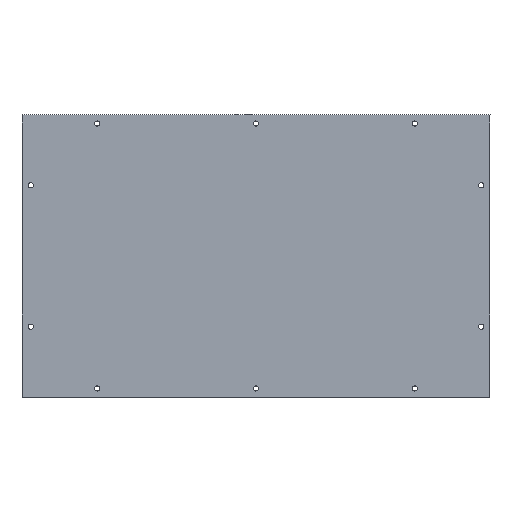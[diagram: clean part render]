
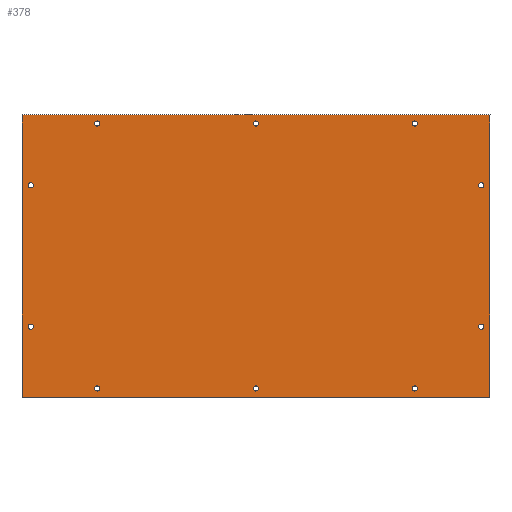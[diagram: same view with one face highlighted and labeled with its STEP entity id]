
A CAD part, front view. The second image highlights one B-rep face of the part: STEP entity #378.
In plain terms, the highlighted planar face has unit normal (0, -1, 0).
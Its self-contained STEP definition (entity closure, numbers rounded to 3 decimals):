
#25=FACE_BOUND('',#89,.T.);
#26=FACE_BOUND('',#90,.T.);
#27=FACE_BOUND('',#91,.T.);
#28=FACE_BOUND('',#92,.T.);
#29=FACE_BOUND('',#93,.T.);
#30=FACE_BOUND('',#94,.T.);
#31=FACE_BOUND('',#95,.T.);
#32=FACE_BOUND('',#96,.T.);
#33=FACE_BOUND('',#97,.T.);
#34=FACE_BOUND('',#98,.T.);
#42=PLANE('',#430);
#60=FACE_OUTER_BOUND('',#88,.T.);
#88=EDGE_LOOP('',(#335,#336,#337,#338,#339,#340));
#89=EDGE_LOOP('',(#341));
#90=EDGE_LOOP('',(#342));
#91=EDGE_LOOP('',(#343));
#92=EDGE_LOOP('',(#344));
#93=EDGE_LOOP('',(#345));
#94=EDGE_LOOP('',(#346));
#95=EDGE_LOOP('',(#347));
#96=EDGE_LOOP('',(#348));
#97=EDGE_LOOP('',(#349));
#98=EDGE_LOOP('',(#350));
#109=LINE('',#601,#137);
#113=LINE('',#609,#141);
#116=LINE('',#615,#144);
#119=LINE('',#621,#147);
#122=LINE('',#627,#150);
#125=LINE('',#632,#153);
#137=VECTOR('',#505,10.);
#141=VECTOR('',#511,10.);
#144=VECTOR('',#516,10.);
#147=VECTOR('',#521,10.);
#150=VECTOR('',#526,10.);
#153=VECTOR('',#531,10.);
#155=CIRCLE('',#394,2.9);
#157=CIRCLE('',#397,2.9);
#159=CIRCLE('',#400,2.9);
#161=CIRCLE('',#403,2.9);
#163=CIRCLE('',#406,2.9);
#165=CIRCLE('',#409,2.9);
#167=CIRCLE('',#412,2.9);
#169=CIRCLE('',#415,2.9);
#171=CIRCLE('',#418,2.9);
#173=CIRCLE('',#421,2.9);
#175=VERTEX_POINT('',#539);
#177=VERTEX_POINT('',#545);
#179=VERTEX_POINT('',#551);
#181=VERTEX_POINT('',#557);
#183=VERTEX_POINT('',#563);
#185=VERTEX_POINT('',#569);
#187=VERTEX_POINT('',#575);
#189=VERTEX_POINT('',#581);
#191=VERTEX_POINT('',#587);
#193=VERTEX_POINT('',#593);
#195=VERTEX_POINT('',#599);
#196=VERTEX_POINT('',#600);
#199=VERTEX_POINT('',#608);
#201=VERTEX_POINT('',#614);
#203=VERTEX_POINT('',#620);
#205=VERTEX_POINT('',#626);
#207=EDGE_CURVE('',#175,#175,#155,.T.);
#210=EDGE_CURVE('',#177,#177,#157,.T.);
#213=EDGE_CURVE('',#179,#179,#159,.T.);
#216=EDGE_CURVE('',#181,#181,#161,.T.);
#219=EDGE_CURVE('',#183,#183,#163,.T.);
#222=EDGE_CURVE('',#185,#185,#165,.T.);
#225=EDGE_CURVE('',#187,#187,#167,.T.);
#228=EDGE_CURVE('',#189,#189,#169,.T.);
#231=EDGE_CURVE('',#191,#191,#171,.T.);
#234=EDGE_CURVE('',#193,#193,#173,.T.);
#237=EDGE_CURVE('',#195,#196,#109,.T.);
#241=EDGE_CURVE('',#199,#196,#113,.T.);
#244=EDGE_CURVE('',#201,#199,#116,.T.);
#247=EDGE_CURVE('',#201,#203,#119,.T.);
#250=EDGE_CURVE('',#205,#203,#122,.T.);
#253=EDGE_CURVE('',#195,#205,#125,.T.);
#335=ORIENTED_EDGE('',*,*,#253,.F.);
#336=ORIENTED_EDGE('',*,*,#237,.T.);
#337=ORIENTED_EDGE('',*,*,#241,.F.);
#338=ORIENTED_EDGE('',*,*,#244,.F.);
#339=ORIENTED_EDGE('',*,*,#247,.T.);
#340=ORIENTED_EDGE('',*,*,#250,.F.);
#341=ORIENTED_EDGE('',*,*,#207,.T.);
#342=ORIENTED_EDGE('',*,*,#210,.T.);
#343=ORIENTED_EDGE('',*,*,#213,.T.);
#344=ORIENTED_EDGE('',*,*,#216,.T.);
#345=ORIENTED_EDGE('',*,*,#219,.T.);
#346=ORIENTED_EDGE('',*,*,#222,.T.);
#347=ORIENTED_EDGE('',*,*,#225,.T.);
#348=ORIENTED_EDGE('',*,*,#228,.T.);
#349=ORIENTED_EDGE('',*,*,#231,.T.);
#350=ORIENTED_EDGE('',*,*,#234,.T.);
#378=ADVANCED_FACE('',(#60,#25,#26,#27,#28,#29,#30,#31,#32,#33,#34),#42,
 .F.);
#394=AXIS2_PLACEMENT_3D('',#540,#435,#436);
#397=AXIS2_PLACEMENT_3D('',#546,#442,#443);
#400=AXIS2_PLACEMENT_3D('',#552,#449,#450);
#403=AXIS2_PLACEMENT_3D('',#558,#456,#457);
#406=AXIS2_PLACEMENT_3D('',#564,#463,#464);
#409=AXIS2_PLACEMENT_3D('',#570,#470,#471);
#412=AXIS2_PLACEMENT_3D('',#576,#477,#478);
#415=AXIS2_PLACEMENT_3D('',#582,#484,#485);
#418=AXIS2_PLACEMENT_3D('',#588,#491,#492);
#421=AXIS2_PLACEMENT_3D('',#594,#498,#499);
#430=AXIS2_PLACEMENT_3D('',#635,#535,#536);
#435=DIRECTION('center_axis',(0.,1.,0.));
#436=DIRECTION('ref_axis',(0.,0.,-1.));
#442=DIRECTION('center_axis',(0.,1.,0.));
#443=DIRECTION('ref_axis',(0.,0.,-1.));
#449=DIRECTION('center_axis',(0.,1.,0.));
#450=DIRECTION('ref_axis',(0.,0.,-1.));
#456=DIRECTION('center_axis',(0.,1.,0.));
#457=DIRECTION('ref_axis',(0.,0.,-1.));
#463=DIRECTION('center_axis',(0.,1.,0.));
#464=DIRECTION('ref_axis',(0.,0.,-1.));
#470=DIRECTION('center_axis',(0.,1.,0.));
#471=DIRECTION('ref_axis',(0.,0.,-1.));
#477=DIRECTION('center_axis',(0.,1.,0.));
#478=DIRECTION('ref_axis',(0.,0.,-1.));
#484=DIRECTION('center_axis',(0.,1.,0.));
#485=DIRECTION('ref_axis',(0.,0.,-1.));
#491=DIRECTION('center_axis',(0.,1.,0.));
#492=DIRECTION('ref_axis',(0.,0.,-1.));
#498=DIRECTION('center_axis',(0.,1.,0.));
#499=DIRECTION('ref_axis',(0.,0.,-1.));
#505=DIRECTION('',(0.,0.,-1.));
#511=DIRECTION('',(0.,0.,1.));
#516=DIRECTION('',(-1.,0.,0.));
#521=DIRECTION('',(0.,0.,1.));
#526=DIRECTION('',(0.,0.,-1.));
#531=DIRECTION('',(1.,0.,0.));
#535=DIRECTION('center_axis',(0.,1.,0.));
#536=DIRECTION('ref_axis',(-1.,0.,0.));
#539=CARTESIAN_POINT('',(-10.,320.,242.9));
#540=CARTESIAN_POINT('Origin',(-10.,320.,240.));
#545=CARTESIAN_POINT('',(245.,320.,312.9));
#546=CARTESIAN_POINT('Origin',(245.,320.,310.));
#551=CARTESIAN_POINT('',(500.,320.,242.9));
#552=CARTESIAN_POINT('Origin',(500.,320.,240.));
#557=CARTESIAN_POINT('',(425.,320.,12.9));
#558=CARTESIAN_POINT('Origin',(425.,320.,10.));
#563=CARTESIAN_POINT('',(65.,320.,12.9));
#564=CARTESIAN_POINT('Origin',(65.,320.,10.));
#569=CARTESIAN_POINT('',(245.,320.,12.9));
#570=CARTESIAN_POINT('Origin',(245.,320.,10.));
#575=CARTESIAN_POINT('',(500.,320.,82.9));
#576=CARTESIAN_POINT('Origin',(500.,320.,80.));
#581=CARTESIAN_POINT('',(425.,320.,312.9));
#582=CARTESIAN_POINT('Origin',(425.,320.,310.));
#587=CARTESIAN_POINT('',(65.,320.,312.9));
#588=CARTESIAN_POINT('Origin',(65.,320.,310.));
#593=CARTESIAN_POINT('',(-10.,320.,82.9));
#594=CARTESIAN_POINT('Origin',(-10.,320.,80.));
#599=CARTESIAN_POINT('',(-20.,320.,320.));
#600=CARTESIAN_POINT('',(-20.,320.,300.));
#601=CARTESIAN_POINT('',(-20.,320.,320.));
#608=CARTESIAN_POINT('',(-20.,320.,0.));
#609=CARTESIAN_POINT('',(-20.,320.,0.));
#614=CARTESIAN_POINT('',(510.,320.,0.));
#615=CARTESIAN_POINT('',(510.,320.,0.));
#620=CARTESIAN_POINT('',(510.,320.,300.));
#621=CARTESIAN_POINT('',(510.,320.,20.));
#626=CARTESIAN_POINT('',(510.,320.,320.));
#627=CARTESIAN_POINT('',(510.,320.,320.));
#632=CARTESIAN_POINT('',(0.,320.,320.));
#635=CARTESIAN_POINT('Origin',(245.,320.,160.));
